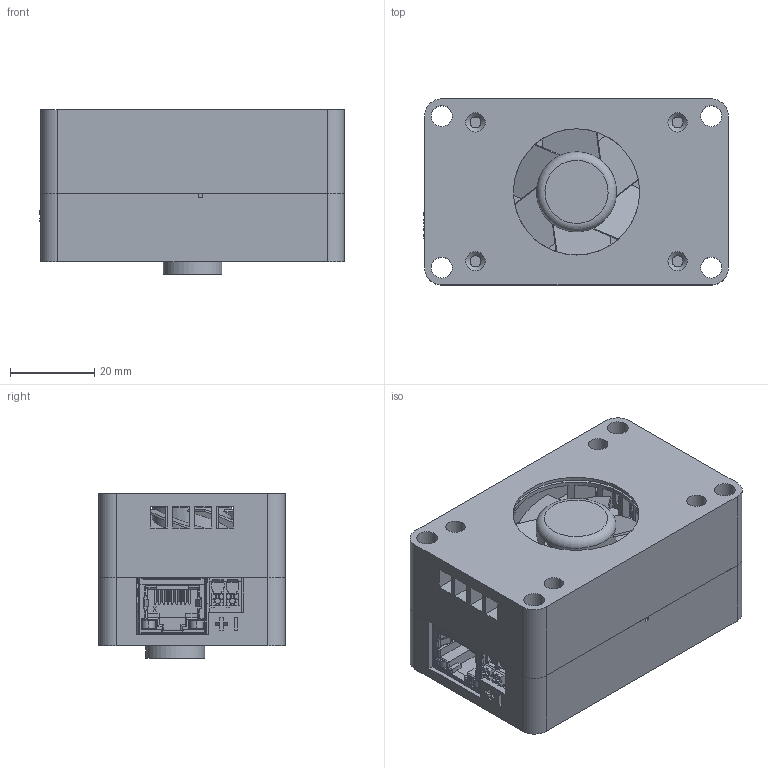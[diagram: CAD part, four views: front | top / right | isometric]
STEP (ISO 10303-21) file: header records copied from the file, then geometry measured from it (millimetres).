
FILE_DESCRIPTION(/* description */ (''),/* implementation_level */ '2;1');
FILE_NAME(/* name */ 'P1 Assembly Public.step',/* time_stamp */ '2025-10-22T16:09:41-04:00',/* author */ (''),/* organization */ (''),/* preprocessor_version */ 'ST-DEVELOPER v20.1',/* originating_system */ 'Autodesk Translation Framework v14.17.0.0',/* authorisation */ '');
FILE_SCHEMA (('AUTOMOTIVE_DESIGN { 1 0 10303 214 3 1 1 }'));
Products named in the file (16): P1 Assembly Public; LL3GSIMPLIFIEDPART; EasyEDA PCB Model~DELD; USB1~USB-C-SMD_TYPE-C-6PIN-2MD-073~USB-C-SMD_TYPE-C-6PIN-2MD-073~DELD; USB-C-SMD_TYPE-C-6PIN-2MD-073~USB-C-SMD_TYPE-C-6PIN-2MD-073~DELD; CN3~CONN-TH_2P-P3.50_JILN_JL212R-35002B01~CONN-TH_2P-P3.50_JILN_JL212
R-35002B01~DELD; CONN-TH_2P-P3.50_JILN_JL212R-35002B01~CONN-TH_2P-P3.50_JILN_JL212R-35
002B01~DELD; USB2~USB-A-SMD_HC-USB3.0-C225-P~USB-A-SMD_HC-USB3.0-C225-P~DELD; USB-A-SMD_HC-USB3.0-C225-P~USB-A-SMD_HC-USB3.0-C225-P~DELD; RJ1~RJ45-TH_R-RJ45R08P-C000~RJ45-TH_R-RJ45R08P-C000~DELD; RJ45-TH_R-RJ45R08P-C000~RJ45-TH_R-RJ45R08P-C000~DELD; 3007_Fan_PiCM4; 3007_Fan_PiCM4_1; 3007_Fan_PiCM4_turbine; P1 Enclosure Front With Name; P1 Enclosure Rear With Grate
Assembly tree (15 placements, depth 4):
  P1 Assembly Public
    LL3GSIMPLIFIEDPART
    EasyEDA PCB Model~DELD
      USB1~USB-C-SMD_TYPE-C-6PIN-2MD-073~USB-C-SMD_TYPE-C-6PIN-2MD-073~DELD
        USB-C-SMD_TYPE-C-6PIN-2MD-073~USB-C-SMD_TYPE-C-6PIN-2MD-073~DELD
      CN3~CONN-TH_2P-P3.50_JILN_JL212R-35002B01~CONN-TH_2P-P3.50_JILN_JL212
R-35002B01~DELD
        CONN-TH_2P-P3.50_JILN_JL212R-35002B01~CONN-TH_2P-P3.50_JILN_JL212R-35
002B01~DELD
      USB2~USB-A-SMD_HC-USB3.0-C225-P~USB-A-SMD_HC-USB3.0-C225-P~DELD
        USB-A-SMD_HC-USB3.0-C225-P~USB-A-SMD_HC-USB3.0-C225-P~DELD
      RJ1~RJ45-TH_R-RJ45R08P-C000~RJ45-TH_R-RJ45R08P-C000~DELD
        RJ45-TH_R-RJ45R08P-C000~RJ45-TH_R-RJ45R08P-C000~DELD
    3007_Fan_PiCM4
      3007_Fan_PiCM4_1
      3007_Fan_PiCM4_turbine
    P1 Enclosure Front With Name
    P1 Enclosure Rear With Grate
Bounding box: 72.45 x 44.2 x 39.2 mm (x, y, z)
Volume: 42477.9 mm3; surface area: 48975.1 mm2
Topology: 19 solids, 19 shells, 3071 faces, 8763 edges, 5819 vertices
Faces by surface type: plane 2045, cylinder 618, bspline 380, cone 22, torus 5, sphere 1
Full cylindrical faces by diameter (mm): 0.46 x8, 0.5 x2, 1.3 x2, 2.5 x4, 2.6 x4, 3 x4, 4.6 x4, 5 x8, 5.6 x4, 9.46 x1, 10.307 x1, 11.153 x1, 11.9 x1, 14 x1, 15 x1, 19 x1, 30 x2
Entity records: 110234 total; most frequent: CARTESIAN_POINT 27370, ORIENTED_EDGE 17526, DIRECTION 15190, EDGE_CURVE 8763, LINE 6542, VECTOR 6542, VERTEX_POINT 5819, AXIS2_PLACEMENT_3D 4324
